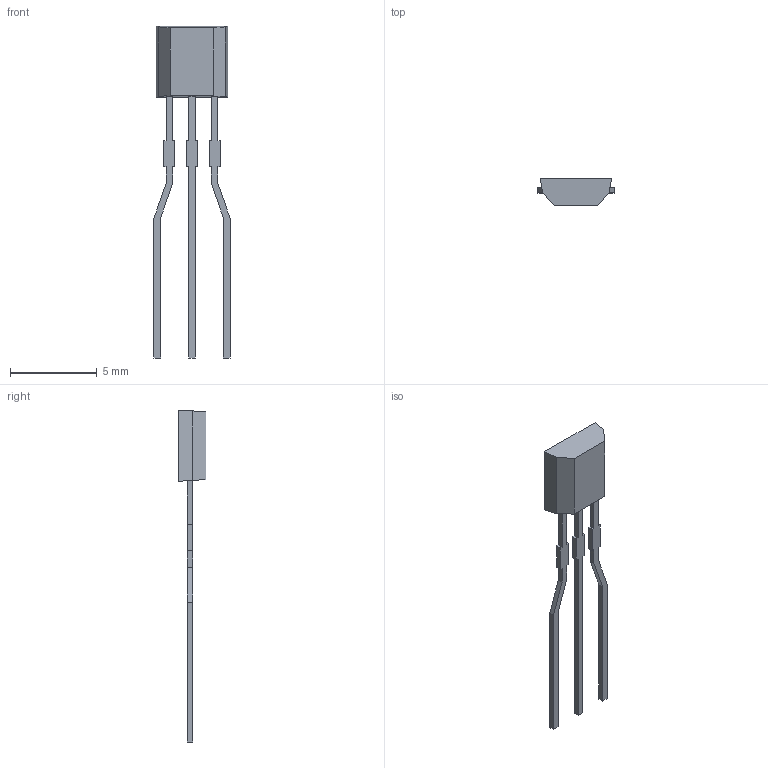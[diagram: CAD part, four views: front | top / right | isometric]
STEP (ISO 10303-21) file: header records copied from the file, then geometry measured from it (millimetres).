
FILE_DESCRIPTION(/* description */ ('STEP AP214','CAx-IF Rec.Pracs.---Representation and Presentation of Product Manufacturing Information (PMI)---4.0---2014-10-13'),/* implementation_level */ '2;1');
FILE_NAME(/* name */ 'SS49E v9.step',/* time_stamp */ '2025-02-07T22:57:29-05:00',/* author */ (''),/* organization */ (''),/* preprocessor_version */ 'ST-DEVELOPER v20',/* originating_system */ 'Autodesk Translation Framework v13.20.0.188',/* authorisation */ '');
FILE_SCHEMA (('AP242_MANAGED_MODEL_BASED_3D_ENGINEERING_MIM_LF { 1 0 10303 442 1 1 4 }'));
Length unit declared in the file: millimetre
Products named in the file (1): SS49E
Bounding box: 4.38 x 1.6 x 19.09 mm (x, y, z)
Volume: 28.1 mm3; surface area: 118.4 mm2
Topology: 4 solids, 4 shells, 60 faces, 153 edges, 102 vertices
Faces by surface type: plane 59, cylinder 1
Full cylindrical faces by diameter (mm): 2 x1
Entity records: 1844 total; most frequent: CARTESIAN_POINT 316, ORIENTED_EDGE 306, DIRECTION 277, EDGE_CURVE 153, LINE 151, VECTOR 151, VERTEX_POINT 102, AXIS2_PLACEMENT_3D 63
